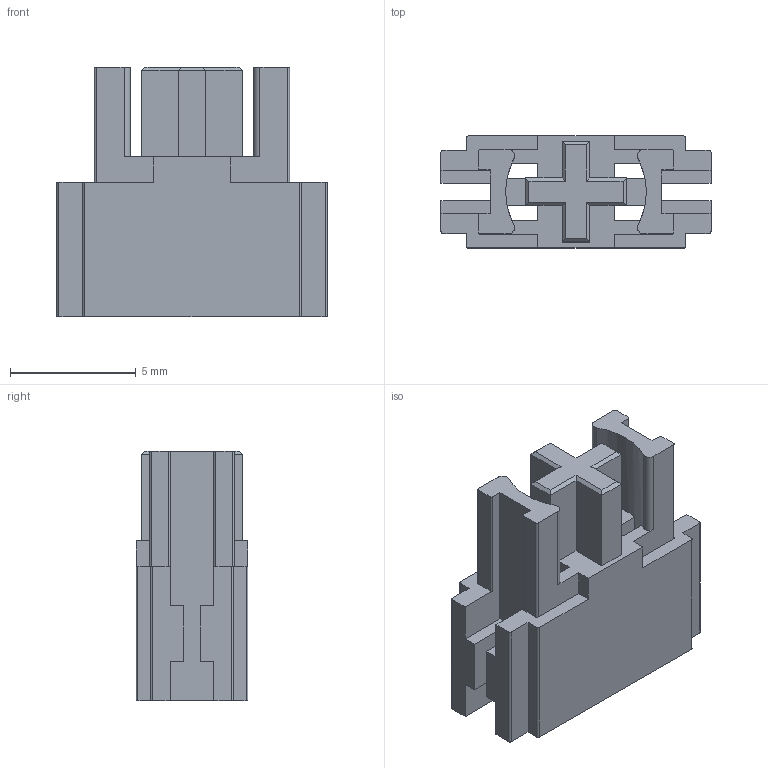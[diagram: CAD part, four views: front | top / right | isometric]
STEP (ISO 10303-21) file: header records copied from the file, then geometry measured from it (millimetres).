
FILE_DESCRIPTION(/* description */ (''),/* implementation_level */ '2;1');
FILE_NAME(/* name */ '3a2c7c43-dab8-4694-a55e-c92d888e52a7.stp',/* time_stamp */ '2016-12-11T19:59:30-08:00',/* author */ (''),/* organization */ (''),/* preprocessor_version */ 'ST-DEVELOPER v16.5',/* originating_system */ 'Autodesk Translation Framework v5.2.0.2920',/* authorisation */ '');
FILE_SCHEMA (('AUTOMOTIVE_DESIGN { 1 0 10303 214 3 1 1 }'));
Length unit declared in the file: inch
Products named in the file (1): ALPS to MX stem v1
Bounding box: 10.72 x 4.45 x 9.91 mm (x, y, z)
Volume: 225.3 mm3; surface area: 575.9 mm2
Topology: 1 solids, 1 shells, 122 faces, 361 edges, 235 vertices
Faces by surface type: plane 96, cylinder 25, torus 1
Full cylindrical faces by diameter (mm): 2.184 x1
Entity records: 4065 total; most frequent: ORIENTED_EDGE 718, CARTESIAN_POINT 717, DIRECTION 664, EDGE_CURVE 359, LINE 300, VECTOR 300, VERTEX_POINT 235, AXIS2_PLACEMENT_3D 182
